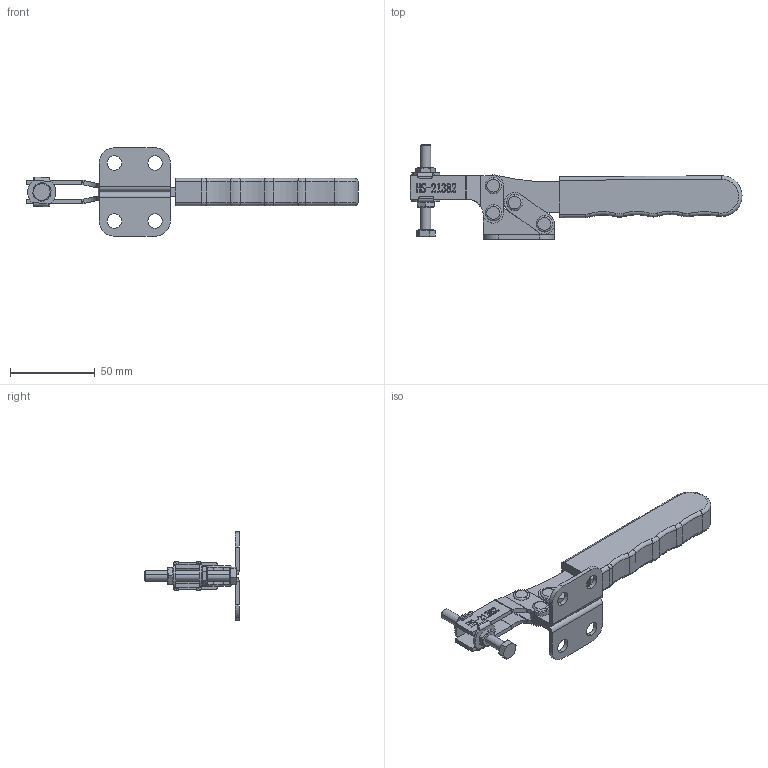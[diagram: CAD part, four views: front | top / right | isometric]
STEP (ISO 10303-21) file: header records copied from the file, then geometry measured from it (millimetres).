
FILE_DESCRIPTION (( 'STEP AP203' ), '1' );
FILE_NAME ('HS-21382 .STEP', '2019-08-06T05:50:12', ( '微软用户' ), ( '微软中国' ), 'SwSTEP 2.0', 'SolidWorks 2012', '' );
FILE_SCHEMA (( 'CONFIG_CONTROL_DESIGN' ));
Length unit declared in the file: millimetre
Products named in the file (12): HS-21382 ; 种; 菜; hexagon head bolts-full thread gb_GB_FASTENER_BOLT_STBAB A M6X50-N; hex thin nuts-grades ab-chamfered gb_GB_FASTENER_NUT_STNAB M6-N; 揤參酘; 揤參衵; 忒梟; 忒參; 蟀裝; 菁釱酘; 菁釱衵
Assembly tree (17 placements, depth 2):
  HS-21382 
    菁釱衵
    菁釱酘
    蟀裝  x2
    忒參
    忒梟
    揤參衵
    揤參酘
    hex thin nuts-grades ab-chamfered gb_GB_FASTENER_NUT_STNAB M6-N  x2
    hexagon head bolts-full thread gb_GB_FASTENER_BOLT_STBAB A M6X50-N
    菜  x2
    种  x4
Bounding box: 195.35 x 55.65 x 52 mm (x, y, z)
Volume: 59951.3 mm3; surface area: 29402.5 mm2
Topology: 17 solids, 17 shells, 712 faces, 1808 edges, 1164 vertices
Faces by surface type: plane 358, bspline 161, cylinder 133, torus 34, cone 26
Entity records: 27406 total; most frequent: CARTESIAN_POINT 11639, ORIENTED_EDGE 3220, DIRECTION 2498, EDGE_CURVE 1610, VERTEX_POINT 1040, VECTOR 972, LINE 972, AXIS2_PLACEMENT_3D 763
